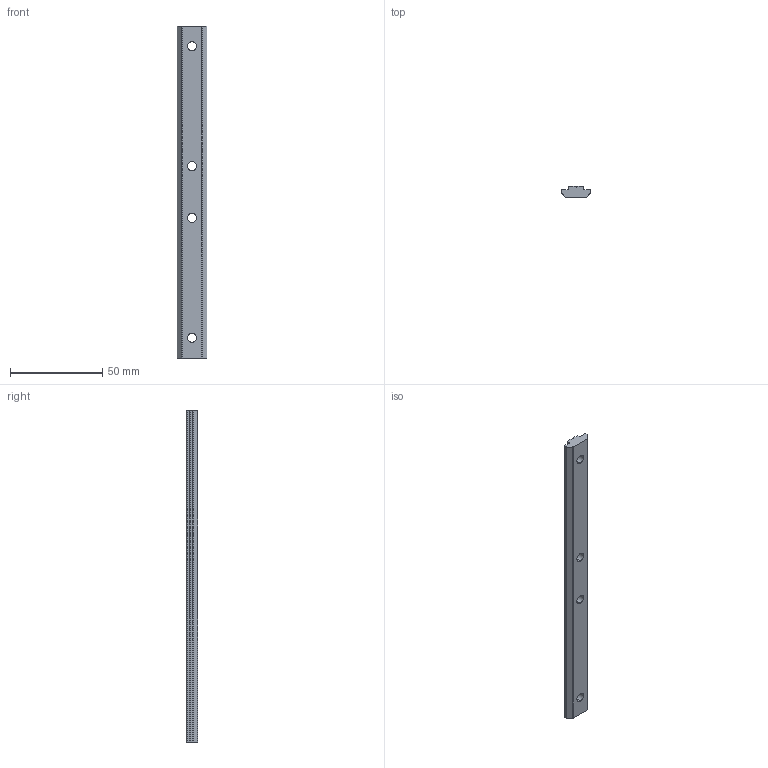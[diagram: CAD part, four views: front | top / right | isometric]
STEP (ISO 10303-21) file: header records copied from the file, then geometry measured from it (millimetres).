
FILE_DESCRIPTION (( 'STEP AP203' ), '1' );
FILE_NAME ('482521216_c_1.STEP', '2023-01-18T05:28:38', ( '' ), ( '' ), 'SwSTEP 2.0', 'SolidWorks 2014', '' );
FILE_SCHEMA (( 'CONFIG_CONTROL_DESIGN' ));
Length unit declared in the file: millimetre
Products named in the file (1): 482521216_c_1
Bounding box: 16 x 6 x 180 mm (x, y, z)
Volume: 12846.9 mm3; surface area: 7657.2 mm2
Topology: 1 solids, 1 shells, 41 faces, 121 edges, 78 vertices
Faces by surface type: plane 23, cylinder 18
Entity records: 1460 total; most frequent: CARTESIAN_POINT 289, ORIENTED_EDGE 242, DIRECTION 225, EDGE_CURVE 121, AXIS2_PLACEMENT_3D 78, VERTEX_POINT 78, LINE 69, VECTOR 69
